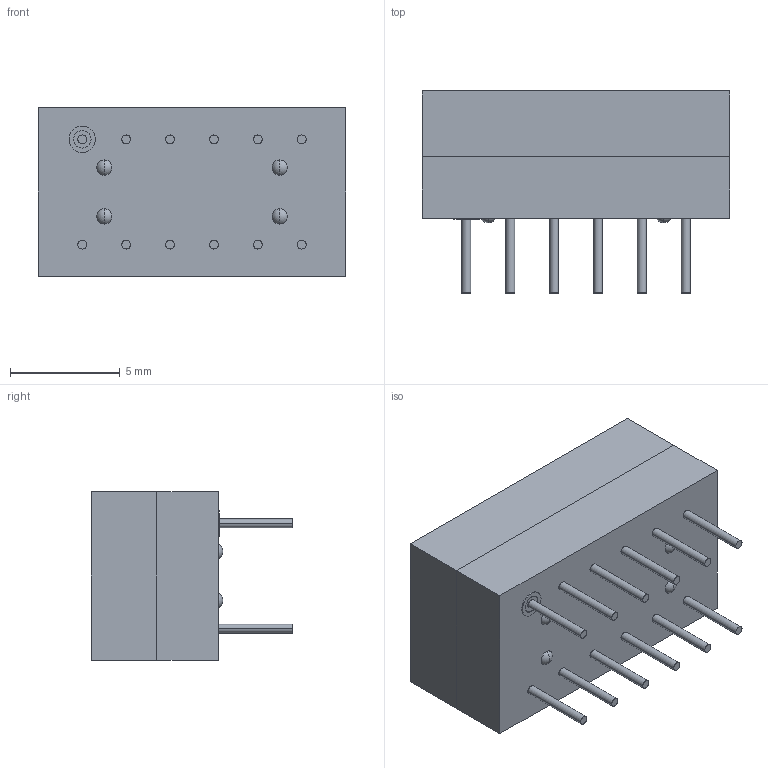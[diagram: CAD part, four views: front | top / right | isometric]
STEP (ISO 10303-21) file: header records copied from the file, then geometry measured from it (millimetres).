
FILE_DESCRIPTION((''),'2;1');
FILE_NAME('DG165XXG_ASM','2021-08-18T',('cl060'),(''),'CREO PARAMETRIC BY PTC INC, 2014190','CREO PARAMETRIC BY PTC INC, 2014190','');
FILE_SCHEMA(('CONFIG_CONTROL_DESIGN'));
Length unit declared in the file: millimetre
Products named in the file (3): DG125XXG-DZ; DG125XXG-SG; DG165XXG_ASM
Assembly tree (2 placements, depth 2):
  DG165XXG_ASM
    DG125XXG-DZ
    DG125XXG-SG
Bounding box: 14 x 9.2 x 7.7 mm (x, y, z)
Volume: 375.2 mm3; surface area: 966.9 mm2
Topology: 2 solids, 2 shells, 127 faces, 282 edges, 184 vertices
Faces by surface type: plane 65, cylinder 54, sphere 8
Entity records: 3592 total; most frequent: DIRECTION 662, CARTESIAN_POINT 590, ORIENTED_EDGE 548, EDGE_CURVE 274, AXIS2_PLACEMENT_3D 256, VERTEX_POINT 184, EDGE_LOOP 160, VECTOR 150
